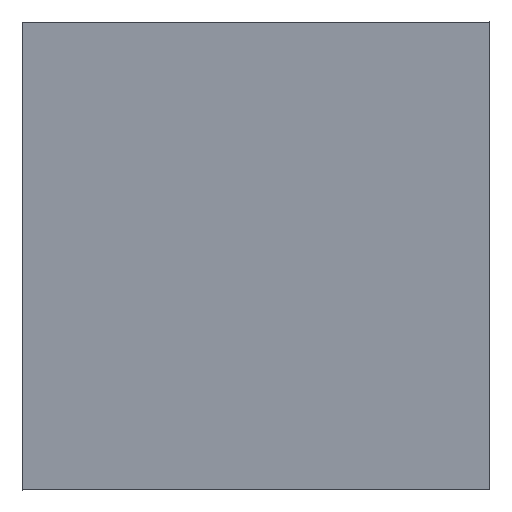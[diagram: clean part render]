
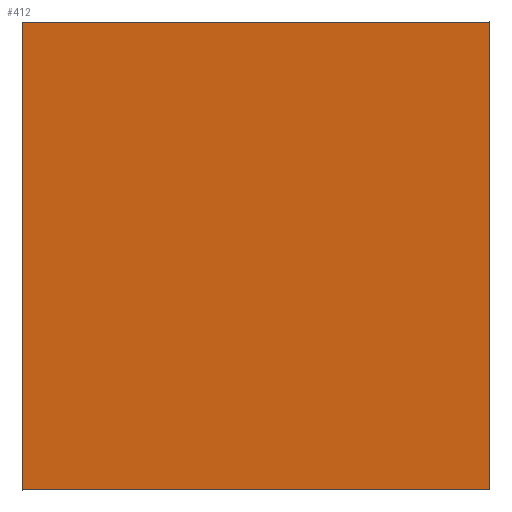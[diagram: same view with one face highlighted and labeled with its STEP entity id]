
A CAD part, top view. The second image highlights one B-rep face of the part: STEP entity #412.
In plain terms, the highlighted free-form (B-spline) face has degree [3, 3] with [5, 5] control points.
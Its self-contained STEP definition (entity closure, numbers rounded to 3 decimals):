
#24 = VERTEX_POINT('',#25);
#25 = CARTESIAN_POINT('',(0.,0.,5.));
#32 = SURFACE_OF_LINEAR_EXTRUSION('',#33,#39);
#33 = B_SPLINE_CURVE_WITH_KNOTS('',3,(#34,#35,#36,#37,#38),
  .UNSPECIFIED.,.F.,.F.,(4,1,4),(0.,0.5,1.),.QUASI_UNIFORM_KNOTS.);
#34 = CARTESIAN_POINT('',(0.,0.,0.));
#35 = CARTESIAN_POINT('',(0.,3.333,-1.667));
#36 = CARTESIAN_POINT('',(0.,10.,-5.));
#37 = CARTESIAN_POINT('',(0.,16.667,-8.333));
#38 = CARTESIAN_POINT('',(0.,20.,-10.));
#39 = VECTOR('',#40,1.);
#40 = DIRECTION('',(-0.,-0.,-1.));
#48 = SURFACE_OF_LINEAR_EXTRUSION('',#49,#55);
#49 = B_SPLINE_CURVE_WITH_KNOTS('',3,(#50,#51,#52,#53,#54),
  .UNSPECIFIED.,.F.,.F.,(4,1,4),(0.,0.5,1.),.QUASI_UNIFORM_KNOTS.);
#50 = CARTESIAN_POINT('',(0.,0.,0.));
#51 = CARTESIAN_POINT('',(3.333,0.,1.667));
#52 = CARTESIAN_POINT('',(10.,0.,5.));
#53 = CARTESIAN_POINT('',(16.667,0.,8.333));
#54 = CARTESIAN_POINT('',(20.,0.,10.));
#55 = VECTOR('',#56,1.);
#56 = DIRECTION('',(-0.,-0.,-1.));
#64 = EDGE_CURVE('',#24,#65,#67,.T.);
#65 = VERTEX_POINT('',#66);
#66 = CARTESIAN_POINT('',(0.,20.,-5.));
#67 = SURFACE_CURVE('',#68,(#74,#81),.PCURVE_S1.);
#68 = B_SPLINE_CURVE_WITH_KNOTS('',3,(#69,#70,#71,#72,#73),
  .UNSPECIFIED.,.F.,.F.,(4,1,4),(0.,0.5,1.),.QUASI_UNIFORM_KNOTS.);
#69 = CARTESIAN_POINT('',(0.,0.,5.));
#70 = CARTESIAN_POINT('',(0.,3.333,3.333));
#71 = CARTESIAN_POINT('',(0.,10.,0.));
#72 = CARTESIAN_POINT('',(0.,16.667,-3.333));
#73 = CARTESIAN_POINT('',(0.,20.,-5.));
#74 = PCURVE('',#32,#75);
#75 = DEFINITIONAL_REPRESENTATION('',(#76),#80);
#76 = LINE('',#77,#78);
#77 = CARTESIAN_POINT('',(0.,-5.));
#78 = VECTOR('',#79,1.);
#79 = DIRECTION('',(1.,0.));
#80 = ( GEOMETRIC_REPRESENTATION_CONTEXT(2) 
PARAMETRIC_REPRESENTATION_CONTEXT() REPRESENTATION_CONTEXT('2D SPACE',''
  ) );
#81 = PCURVE('',#82,#108);
#82 = B_SPLINE_SURFACE_WITH_KNOTS('',3,3,(
    (#83,#84,#85,#86,#87)
    ,(#88,#89,#90,#91,#92)
    ,(#93,#94,#95,#96,#97)
    ,(#98,#99,#100,#101,#102)
    ,(#103,#104,#105,#106,#107
    )),.UNSPECIFIED.,.F.,.F.,.F.,(4,1,4),(4,1,4),(0.,0.5,1.),(0.,0.5,1.)
  ,.QUASI_UNIFORM_KNOTS.);
#83 = CARTESIAN_POINT('',(0.,0.,5.));
#84 = CARTESIAN_POINT('',(0.,3.333,3.333));
#85 = CARTESIAN_POINT('',(0.,10.,0.));
#86 = CARTESIAN_POINT('',(0.,16.667,-3.333));
#87 = CARTESIAN_POINT('',(0.,20.,-5.));
#88 = CARTESIAN_POINT('',(3.333,0.,6.667));
#89 = CARTESIAN_POINT('',(3.333,3.333,5.));
#90 = CARTESIAN_POINT('',(3.333,10.,1.667));
#91 = CARTESIAN_POINT('',(3.333,16.667,-1.667
    ));
#92 = CARTESIAN_POINT('',(3.333,20.,-3.333));
#93 = CARTESIAN_POINT('',(10.,0.,10.));
#94 = CARTESIAN_POINT('',(10.,3.333,8.333));
#95 = CARTESIAN_POINT('',(10.,10.,5.));
#96 = CARTESIAN_POINT('',(10.,16.667,1.667));
#97 = CARTESIAN_POINT('',(10.,20.,0.));
#98 = CARTESIAN_POINT('',(16.667,0.,13.333));
#99 = CARTESIAN_POINT('',(16.667,3.333,11.667
    ));
#100 = CARTESIAN_POINT('',(16.667,10.,8.333));
#101 = CARTESIAN_POINT('',(16.667,16.667,5.));
#102 = CARTESIAN_POINT('',(16.667,20.,3.333));
#103 = CARTESIAN_POINT('',(20.,0.,15.));
#104 = CARTESIAN_POINT('',(20.,3.333,13.333));
#105 = CARTESIAN_POINT('',(20.,10.,10.));
#106 = CARTESIAN_POINT('',(20.,16.667,6.667));
#107 = CARTESIAN_POINT('',(20.,20.,5.));
#108 = DEFINITIONAL_REPRESENTATION('',(#109),#113);
#109 = LINE('',#110,#111);
#110 = CARTESIAN_POINT('',(0.,0.));
#111 = VECTOR('',#112,1.);
#112 = DIRECTION('',(0.,1.));
#113 = ( GEOMETRIC_REPRESENTATION_CONTEXT(2) 
PARAMETRIC_REPRESENTATION_CONTEXT() REPRESENTATION_CONTEXT('2D SPACE',''
  ) );
#131 = SURFACE_OF_LINEAR_EXTRUSION('',#132,#138);
#132 = B_SPLINE_CURVE_WITH_KNOTS('',3,(#133,#134,#135,#136,#137),
  .UNSPECIFIED.,.F.,.F.,(4,1,4),(0.,0.5,1.),.QUASI_UNIFORM_KNOTS.);
#133 = CARTESIAN_POINT('',(0.,20.,-10.));
#134 = CARTESIAN_POINT('',(3.333,20.,-8.333));
#135 = CARTESIAN_POINT('',(10.,20.,-5.));
#136 = CARTESIAN_POINT('',(16.667,20.,-1.667));
#137 = CARTESIAN_POINT('',(20.,20.,0.));
#138 = VECTOR('',#139,1.);
#139 = DIRECTION('',(-0.,-0.,-1.));
#200 = EDGE_CURVE('',#24,#201,#203,.T.);
#201 = VERTEX_POINT('',#202);
#202 = CARTESIAN_POINT('',(20.,0.,15.));
#203 = SURFACE_CURVE('',#204,(#210,#217),.PCURVE_S1.);
#204 = B_SPLINE_CURVE_WITH_KNOTS('',3,(#205,#206,#207,#208,#209),
  .UNSPECIFIED.,.F.,.F.,(4,1,4),(0.,0.5,1.),.QUASI_UNIFORM_KNOTS.);
#205 = CARTESIAN_POINT('',(0.,0.,5.));
#206 = CARTESIAN_POINT('',(3.333,0.,6.667));
#207 = CARTESIAN_POINT('',(10.,0.,10.));
#208 = CARTESIAN_POINT('',(16.667,0.,13.333));
#209 = CARTESIAN_POINT('',(20.,0.,15.));
#210 = PCURVE('',#48,#211);
#211 = DEFINITIONAL_REPRESENTATION('',(#212),#216);
#212 = LINE('',#213,#214);
#213 = CARTESIAN_POINT('',(0.,-5.));
#214 = VECTOR('',#215,1.);
#215 = DIRECTION('',(1.,0.));
#216 = ( GEOMETRIC_REPRESENTATION_CONTEXT(2) 
PARAMETRIC_REPRESENTATION_CONTEXT() REPRESENTATION_CONTEXT('2D SPACE',''
  ) );
#217 = PCURVE('',#82,#218);
#218 = DEFINITIONAL_REPRESENTATION('',(#219),#223);
#219 = LINE('',#220,#221);
#220 = CARTESIAN_POINT('',(0.,0.));
#221 = VECTOR('',#222,1.);
#222 = DIRECTION('',(1.,0.));
#223 = ( GEOMETRIC_REPRESENTATION_CONTEXT(2) 
PARAMETRIC_REPRESENTATION_CONTEXT() REPRESENTATION_CONTEXT('2D SPACE',''
  ) );
#241 = SURFACE_OF_LINEAR_EXTRUSION('',#242,#248);
#242 = B_SPLINE_CURVE_WITH_KNOTS('',3,(#243,#244,#245,#246,#247),
  .UNSPECIFIED.,.F.,.F.,(4,1,4),(0.,0.5,1.),.QUASI_UNIFORM_KNOTS.);
#243 = CARTESIAN_POINT('',(20.,0.,10.));
#244 = CARTESIAN_POINT('',(20.,3.333,8.333));
#245 = CARTESIAN_POINT('',(20.,10.,5.));
#246 = CARTESIAN_POINT('',(20.,16.667,1.667));
#247 = CARTESIAN_POINT('',(20.,20.,0.));
#248 = VECTOR('',#249,1.);
#249 = DIRECTION('',(-0.,-0.,-1.));
#284 = EDGE_CURVE('',#201,#285,#287,.T.);
#285 = VERTEX_POINT('',#286);
#286 = CARTESIAN_POINT('',(20.,20.,5.));
#287 = SURFACE_CURVE('',#288,(#294,#301),.PCURVE_S1.);
#288 = B_SPLINE_CURVE_WITH_KNOTS('',3,(#289,#290,#291,#292,#293),
  .UNSPECIFIED.,.F.,.F.,(4,1,4),(0.,0.5,1.),.QUASI_UNIFORM_KNOTS.);
#289 = CARTESIAN_POINT('',(20.,0.,15.));
#290 = CARTESIAN_POINT('',(20.,3.333,13.333));
#291 = CARTESIAN_POINT('',(20.,10.,10.));
#292 = CARTESIAN_POINT('',(20.,16.667,6.667));
#293 = CARTESIAN_POINT('',(20.,20.,5.));
#294 = PCURVE('',#241,#295);
#295 = DEFINITIONAL_REPRESENTATION('',(#296),#300);
#296 = LINE('',#297,#298);
#297 = CARTESIAN_POINT('',(0.,-5.));
#298 = VECTOR('',#299,1.);
#299 = DIRECTION('',(1.,0.));
#300 = ( GEOMETRIC_REPRESENTATION_CONTEXT(2) 
PARAMETRIC_REPRESENTATION_CONTEXT() REPRESENTATION_CONTEXT('2D SPACE',''
  ) );
#301 = PCURVE('',#82,#302);
#302 = DEFINITIONAL_REPRESENTATION('',(#303),#307);
#303 = LINE('',#304,#305);
#304 = CARTESIAN_POINT('',(1.,0.));
#305 = VECTOR('',#306,1.);
#306 = DIRECTION('',(0.,1.));
#307 = ( GEOMETRIC_REPRESENTATION_CONTEXT(2) 
PARAMETRIC_REPRESENTATION_CONTEXT() REPRESENTATION_CONTEXT('2D SPACE',''
  ) );
#359 = EDGE_CURVE('',#65,#285,#360,.T.);
#360 = SURFACE_CURVE('',#361,(#367,#374),.PCURVE_S1.);
#361 = B_SPLINE_CURVE_WITH_KNOTS('',3,(#362,#363,#364,#365,#366),
  .UNSPECIFIED.,.F.,.F.,(4,1,4),(0.,0.5,1.),.QUASI_UNIFORM_KNOTS.);
#362 = CARTESIAN_POINT('',(0.,20.,-5.));
#363 = CARTESIAN_POINT('',(3.333,20.,-3.333));
#364 = CARTESIAN_POINT('',(10.,20.,0.));
#365 = CARTESIAN_POINT('',(16.667,20.,3.333));
#366 = CARTESIAN_POINT('',(20.,20.,5.));
#367 = PCURVE('',#131,#368);
#368 = DEFINITIONAL_REPRESENTATION('',(#369),#373);
#369 = LINE('',#370,#371);
#370 = CARTESIAN_POINT('',(0.,-5.));
#371 = VECTOR('',#372,1.);
#372 = DIRECTION('',(1.,0.));
#373 = ( GEOMETRIC_REPRESENTATION_CONTEXT(2) 
PARAMETRIC_REPRESENTATION_CONTEXT() REPRESENTATION_CONTEXT('2D SPACE',''
  ) );
#374 = PCURVE('',#82,#375);
#375 = DEFINITIONAL_REPRESENTATION('',(#376),#380);
#376 = LINE('',#377,#378);
#377 = CARTESIAN_POINT('',(0.,1.));
#378 = VECTOR('',#379,1.);
#379 = DIRECTION('',(1.,0.));
#380 = ( GEOMETRIC_REPRESENTATION_CONTEXT(2) 
PARAMETRIC_REPRESENTATION_CONTEXT() REPRESENTATION_CONTEXT('2D SPACE',''
  ) );
#412 = ADVANCED_FACE('',(#413),#82,.T.);
#413 = FACE_BOUND('',#414,.T.);
#414 = EDGE_LOOP('',(#415,#416,#417,#418));
#415 = ORIENTED_EDGE('',*,*,#64,.F.);
#416 = ORIENTED_EDGE('',*,*,#200,.T.);
#417 = ORIENTED_EDGE('',*,*,#284,.T.);
#418 = ORIENTED_EDGE('',*,*,#359,.F.);
